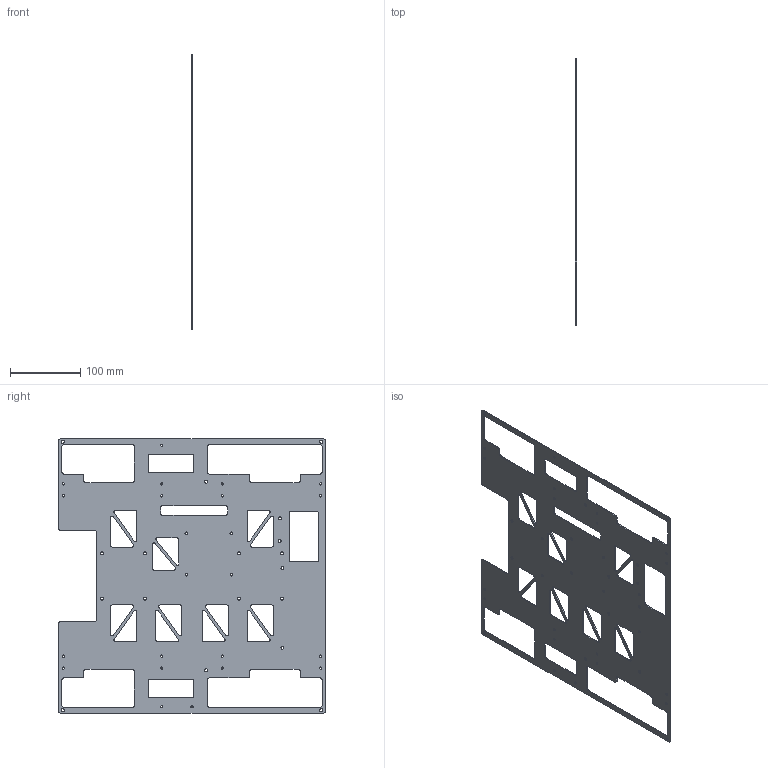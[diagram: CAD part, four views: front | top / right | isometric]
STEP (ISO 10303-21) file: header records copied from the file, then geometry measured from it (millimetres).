
FILE_DESCRIPTION(/* description */ (''),/* implementation_level */ '2;1');
FILE_NAME(/* name */ '',/* time_stamp */ '2025-09-28T23:16:38+03:00',/* author */ ('GameHD'),/* organization */ (''),/* preprocessor_version */ 'ST-DEVELOPER v20',/* originating_system */ 'Autodesk Inventor 2025',/* authorisation */ '');
FILE_SCHEMA (('AUTOMOTIVE_DESIGN { 1 0 10303 214 3 1 1 }'));
Length unit declared in the file: millimetre
Products named in the file (1): дно 25-26
Bounding box: 1.5 x 380 x 390 mm (x, y, z)
Volume: 143683.3 mm3; surface area: 200846.9 mm2
Topology: 1 solids, 1 shells, 232 faces, 690 edges, 462 vertices
Faces by surface type: cylinder 135, plane 97
Full cylindrical faces by diameter (mm): 3.25 x19, 3.7 x1, 4 x2, 4.2 x18
Entity records: 8192 total; most frequent: DIRECTION 1426, CARTESIAN_POINT 1385, ORIENTED_EDGE 1380, EDGE_CURVE 690, AXIS2_PLACEMENT_3D 503, VERTEX_POINT 460, LINE 420, VECTOR 420
